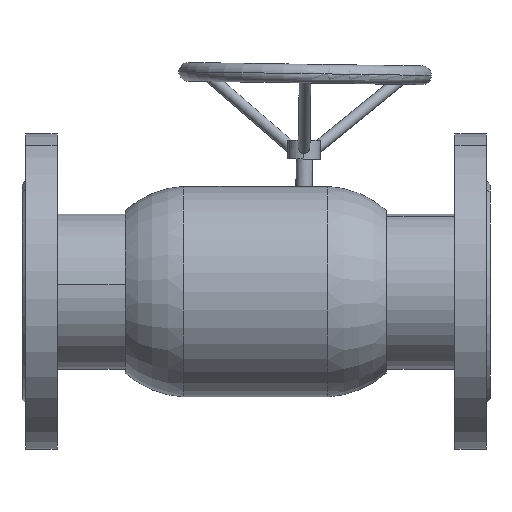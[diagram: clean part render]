
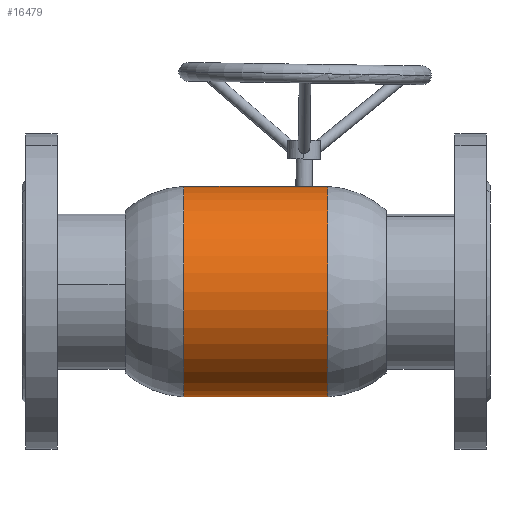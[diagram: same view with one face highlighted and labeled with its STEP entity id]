
A CAD part, front view. The second image highlights one B-rep face of the part: STEP entity #16479.
In plain terms, the highlighted cylindrical face has radius 90 mm (diameter 180 mm), a partial arc.
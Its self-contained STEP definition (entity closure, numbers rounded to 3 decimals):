
#106 = EDGE_LOOP ( 'NONE', ( #5048, #7409, #10173, #4066 ) ) ;
#132 = DIRECTION ( 'NONE',  ( 0., 0., 1. ) ) ;
#1875 = CARTESIAN_POINT ( 'NONE',  ( 0., 0., 90. ) ) ;
#3545 = DIRECTION ( 'NONE',  ( -1., 0., 0. ) ) ;
#3590 = CARTESIAN_POINT ( 'NONE',  ( 61.5, 0., -90. ) ) ;
#4066 = ORIENTED_EDGE ( 'NONE', *, *, #11730, .F. ) ;
#5048 = ORIENTED_EDGE ( 'NONE', *, *, #21078, .F. ) ;
#5371 = CARTESIAN_POINT ( 'NONE',  ( 0., 0., -90. ) ) ;
#5481 = CARTESIAN_POINT ( 'NONE',  ( 61.5, 0., 0. ) ) ;
#6279 = VERTEX_POINT ( 'NONE', #22190 ) ;
#6792 = CYLINDRICAL_SURFACE ( 'NONE', #6907, 90. ) ;
#6907 = AXIS2_PLACEMENT_3D ( 'NONE', #17890, #21261, #14088 ) ;
#7286 = AXIS2_PLACEMENT_3D ( 'NONE', #5481, #16257, #132 ) ;
#7409 = ORIENTED_EDGE ( 'NONE', *, *, #8302, .T. ) ;
#7603 = VECTOR ( 'NONE', #16491, 1000. ) ;
#8096 = CARTESIAN_POINT ( 'NONE',  ( -61.5, 0., -90. ) ) ;
#8302 = EDGE_CURVE ( 'NONE', #12413, #23404, #22936, .T. ) ;
#9209 = AXIS2_PLACEMENT_3D ( 'NONE', #10515, #19814, #19594 ) ;
#10173 = ORIENTED_EDGE ( 'NONE', *, *, #15403, .T. ) ;
#10515 = CARTESIAN_POINT ( 'NONE',  ( -61.5, 0., 0. ) ) ;
#11481 = VECTOR ( 'NONE', #3545, 1000. ) ;
#11730 = EDGE_CURVE ( 'NONE', #11932, #6279, #11851, .T. ) ;
#11851 = CIRCLE ( 'NONE', #9209, 90. ) ;
#11932 = VERTEX_POINT ( 'NONE', #8096 ) ;
#12413 = VERTEX_POINT ( 'NONE', #3590 ) ;
#13859 = FACE_OUTER_BOUND ( 'NONE', #106, .T. ) ;
#14088 = DIRECTION ( 'NONE',  ( 0., 0., 1. ) ) ;
#14585 = LINE ( 'NONE', #5371, #7603 ) ;
#15403 = EDGE_CURVE ( 'NONE', #23404, #6279, #21723, .T. ) ;
#16257 = DIRECTION ( 'NONE',  ( -1., 0., 0. ) ) ;
#16479 = ADVANCED_FACE ( 'NONE', ( #13859 ), #6792, .T. ) ;
#16491 = DIRECTION ( 'NONE',  ( -1., 0., 0. ) ) ;
#17890 = CARTESIAN_POINT ( 'NONE',  ( 0., 0., 0. ) ) ;
#19594 = DIRECTION ( 'NONE',  ( 0., 0., 1. ) ) ;
#19617 = CARTESIAN_POINT ( 'NONE',  ( 61.5, 0., 90. ) ) ;
#19814 = DIRECTION ( 'NONE',  ( -1., 0., 0. ) ) ;
#21078 = EDGE_CURVE ( 'NONE', #12413, #11932, #14585, .T. ) ;
#21261 = DIRECTION ( 'NONE',  ( -1., 0., 0. ) ) ;
#21723 = LINE ( 'NONE', #1875, #11481 ) ;
#22190 = CARTESIAN_POINT ( 'NONE',  ( -61.5, 0., 90. ) ) ;
#22936 = CIRCLE ( 'NONE', #7286, 90. ) ;
#23404 = VERTEX_POINT ( 'NONE', #19617 ) ;
